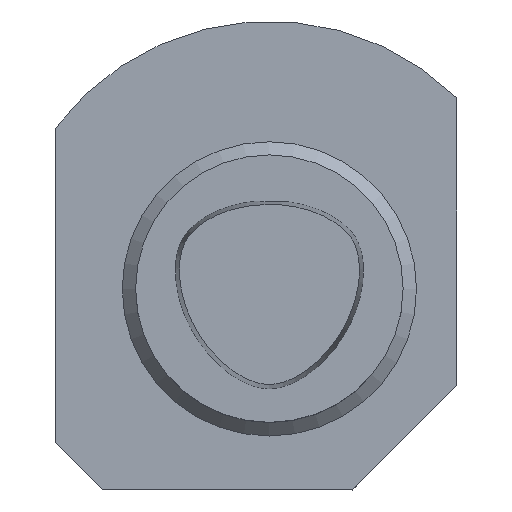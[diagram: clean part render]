
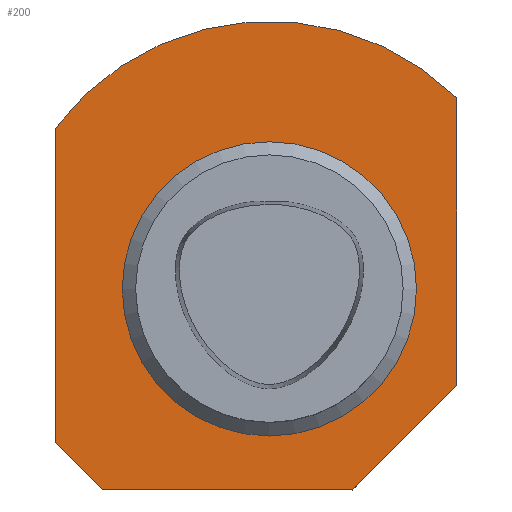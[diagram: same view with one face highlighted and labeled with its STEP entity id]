
A CAD part, top view. The second image highlights one B-rep face of the part: STEP entity #200.
In plain terms, the highlighted planar face has unit normal (0, 0, 1).
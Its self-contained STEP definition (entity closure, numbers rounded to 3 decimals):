
#119=EDGE_CURVE('Unnamed[1]',#308,#309,#310,.T.);
#138=EDGE_CURVE('Unnamed[1]',#338,#339,#340,.T.);
#147=EDGE_CURVE('Unnamed[1]',#339,#309,#351,.T.);
#149=EDGE_CURVE('Unnamed[1]',#353,#353,#354,.T.);
#170=EDGE_CURVE('Unnamed[1]',#308,#321,#381,.T.);
#200=ADVANCED_FACE('Unnamed[1]',(#420,#421),#422,.T.);
#202=EDGE_CURVE('Unnamed[1]',#321,#424,#425,.T.);
#208=EDGE_CURVE('Unnamed[1]',#424,#338,#433,.T.);
#308=VERTEX_POINT('',#644);
#309=VERTEX_POINT('',#645);
#310=CIRCLE('',#646,40.);
#321=VERTEX_POINT('',#661);
#338=VERTEX_POINT('',#685);
#339=VERTEX_POINT('',#686);
#340=LINE('',#687,#688);
#351=LINE('',#1088,#1089);
#353=VERTEX_POINT('',#1092);
#354=CIRCLE('',#1093,21.99);
#381=LINE('',#1138,#1139);
#420=FACE_OUTER_BOUND('',#1190,.T.);
#421=FACE_BOUND('',#1191,.T.);
#422=PLANE('',#1192);
#424=VERTEX_POINT('',#1195);
#425=LINE('',#1196,#1197);
#433=LINE('',#1257,#1258);
#644=CARTESIAN_POINT('',(-32.,24.,-21.));
#645=CARTESIAN_POINT('',(28.0,28.566,-21.));
#646=AXIS2_PLACEMENT_3D('',#1385,#1386,#1387);
#661=CARTESIAN_POINT('',(-32.0,-22.971,-21.));
#685=CARTESIAN_POINT('',(12.426,-30.,-21.));
#686=CARTESIAN_POINT('',(28.0,-14.426,-21.));
#687=CARTESIAN_POINT('',(28.462,-13.964,-21.0));
#688=VECTOR('',#1420,1.0);
#1088=CARTESIAN_POINT('',(28.0,19.032,-21.));
#1089=VECTOR('',#1428,1.0);
#1092=CARTESIAN_POINT('',(0.,21.99,-21.0));
#1093=AXIS2_PLACEMENT_3D('',#1429,#1430,#1431);
#1138=CARTESIAN_POINT('',(-32.,15.755,-21.));
#1139=VECTOR('',#1448,1.0);
#1190=EDGE_LOOP('',(#1510,#1511,#1512,#1513,#1514,#1515));
#1191=EDGE_LOOP('',(#1516));
#1192=AXIS2_PLACEMENT_3D('',#1517,#1518,#1519);
#1195=CARTESIAN_POINT('',(-24.971,-30.,-21.));
#1196=CARTESIAN_POINT('',(-35.734,-19.237,-21.0));
#1197=VECTOR('',#1520,1.0);
#1257=CARTESIAN_POINT('',(-3.136,-30.,-21.));
#1258=VECTOR('',#1522,1.0);
#1385=CARTESIAN_POINT('',(0.,0.,-21.));
#1386=DIRECTION('',(0.,0.,-1.0));
#1387=DIRECTION('',(0.,1.0,0.));
#1420=DIRECTION('',(0.707,0.707,0.));
#1428=DIRECTION('',(0.,1.0,0.));
#1429=CARTESIAN_POINT('',(0.,0.,-21.0));
#1430=DIRECTION('',(0.,0.,-1.0));
#1431=DIRECTION('',(0.,1.0,0.));
#1448=DIRECTION('',(0.,-1.0,0.));
#1510=ORIENTED_EDGE('',*,*,#147,.T.);
#1511=ORIENTED_EDGE('',*,*,#119,.F.);
#1512=ORIENTED_EDGE('',*,*,#170,.T.);
#1513=ORIENTED_EDGE('',*,*,#202,.T.);
#1514=ORIENTED_EDGE('',*,*,#208,.T.);
#1515=ORIENTED_EDGE('',*,*,#138,.T.);
#1516=ORIENTED_EDGE('',*,*,#149,.T.);
#1517=CARTESIAN_POINT('',(0.,30.995,-21.0));
#1518=DIRECTION('',(0.,0.,1.0));
#1519=DIRECTION('',(1.0,0.,0.0));
#1520=DIRECTION('',(0.707,-0.707,0.));
#1522=DIRECTION('',(1.0,0.,0.));
